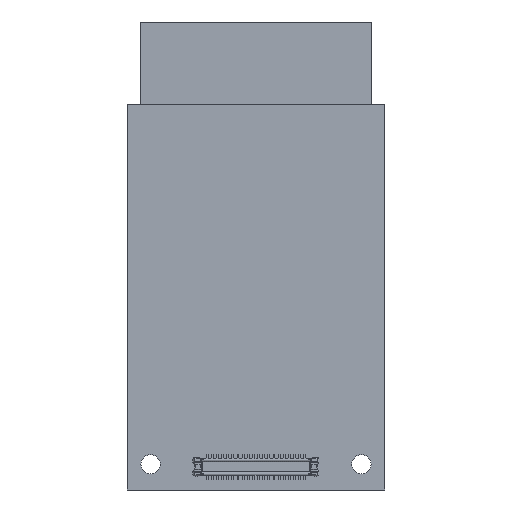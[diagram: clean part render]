
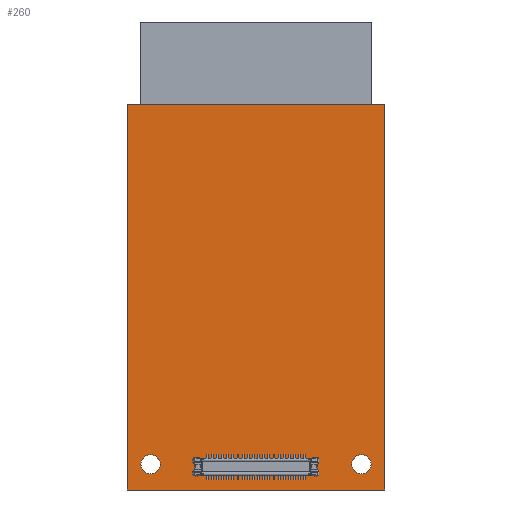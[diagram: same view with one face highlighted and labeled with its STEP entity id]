
A CAD part, front view. The second image highlights one B-rep face of the part: STEP entity #260.
In plain terms, the highlighted planar face has unit normal (0, -1, 0).
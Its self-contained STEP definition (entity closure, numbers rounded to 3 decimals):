
#25=DIRECTION('',(1.,0.,0.));
#26=VECTOR('',#25,20.);
#27=CARTESIAN_POINT('',(0.,0.,0.));
#28=LINE('',#27,#26);
#32=DIRECTION('',(0.,0.,-1.));
#33=VECTOR('',#32,30.);
#34=CARTESIAN_POINT('',(20.,0.,0.));
#35=LINE('',#34,#33);
#39=DIRECTION('',(-1.,0.,0.));
#40=VECTOR('',#39,20.);
#41=CARTESIAN_POINT('',(20.,0.,-30.));
#42=LINE('',#41,#40);
#46=DIRECTION('',(0.,0.,1.));
#47=VECTOR('',#46,30.);
#48=CARTESIAN_POINT('',(0.,0.,-30.));
#49=LINE('',#48,#47);
#53=CARTESIAN_POINT('',(1.8,0.,-28.));
#54=DIRECTION('',(0.,1.,0.));
#55=DIRECTION('',(1.,0.,0.));
#56=AXIS2_PLACEMENT_3D('',#53,#54,#55);
#61=CARTESIAN_POINT('',(1.8,0.,-28.));
#62=DIRECTION('',(0.,1.,0.));
#63=DIRECTION('',(-1.,0.,0.));
#64=AXIS2_PLACEMENT_3D('',#61,#62,#63);
#69=CARTESIAN_POINT('',(18.2,0.,-28.));
#70=DIRECTION('',(0.,1.,0.));
#71=DIRECTION('',(1.,0.,0.));
#72=AXIS2_PLACEMENT_3D('',#69,#70,#71);
#77=CARTESIAN_POINT('',(18.2,0.,-28.));
#78=DIRECTION('',(0.,1.,0.));
#79=DIRECTION('',(-1.,0.,0.));
#80=AXIS2_PLACEMENT_3D('',#77,#78,#79);
#201=CARTESIAN_POINT('',(0.,0.,0.));
#202=CARTESIAN_POINT('',(20.,0.,0.));
#203=VERTEX_POINT('',#201);
#204=VERTEX_POINT('',#202);
#205=CARTESIAN_POINT('',(20.,0.,-30.));
#206=VERTEX_POINT('',#205);
#207=CARTESIAN_POINT('',(0.,0.,-30.));
#208=VERTEX_POINT('',#207);
#217=CARTESIAN_POINT('',(2.55,0.,-28.));
#218=CARTESIAN_POINT('',(1.05,0.,-28.));
#219=VERTEX_POINT('',#217);
#220=VERTEX_POINT('',#218);
#225=CARTESIAN_POINT('',(18.95,0.,-28.));
#226=CARTESIAN_POINT('',(17.45,0.,-28.));
#227=VERTEX_POINT('',#225);
#228=VERTEX_POINT('',#226);
#233=CARTESIAN_POINT('',(0.,0.,0.));
#234=DIRECTION('',(0.,1.,0.));
#235=DIRECTION('',(1.,0.,0.));
#236=AXIS2_PLACEMENT_3D('',#233,#234,#235);
#237=PLANE('',#236);
#239=ORIENTED_EDGE('',*,*,#238,.T.);
#241=ORIENTED_EDGE('',*,*,#240,.T.);
#243=ORIENTED_EDGE('',*,*,#242,.T.);
#245=ORIENTED_EDGE('',*,*,#244,.T.);
#246=EDGE_LOOP('',(#239,#241,#243,#245));
#247=FACE_OUTER_BOUND('',#246,.F.);
#249=ORIENTED_EDGE('',*,*,#248,.F.);
#251=ORIENTED_EDGE('',*,*,#250,.F.);
#252=EDGE_LOOP('',(#249,#251));
#253=FACE_BOUND('',#252,.F.);
#255=ORIENTED_EDGE('',*,*,#254,.F.);
#257=ORIENTED_EDGE('',*,*,#256,.F.);
#258=EDGE_LOOP('',(#255,#257));
#259=FACE_BOUND('',#258,.F.);
#57=CIRCLE('',#56,0.75);
#65=CIRCLE('',#64,0.75);
#73=CIRCLE('',#72,0.75);
#81=CIRCLE('',#80,0.75);
#238=EDGE_CURVE('',#203,#204,#28,.T.);
#240=EDGE_CURVE('',#204,#206,#35,.T.);
#242=EDGE_CURVE('',#206,#208,#42,.T.);
#244=EDGE_CURVE('',#208,#203,#49,.T.);
#248=EDGE_CURVE('',#219,#220,#57,.T.);
#250=EDGE_CURVE('',#220,#219,#65,.T.);
#254=EDGE_CURVE('',#227,#228,#73,.T.);
#256=EDGE_CURVE('',#228,#227,#81,.T.);
#260=ADVANCED_FACE('',(#247,#253,#259),#237,.F.);
